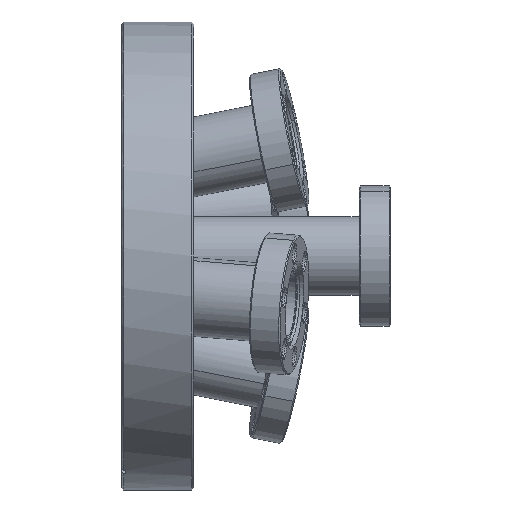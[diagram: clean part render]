
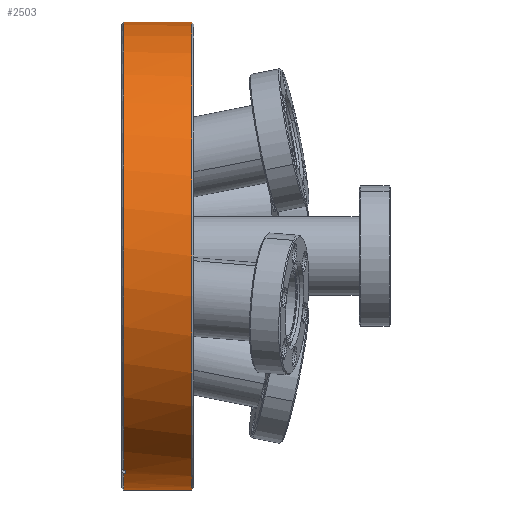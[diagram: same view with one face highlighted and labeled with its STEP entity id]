
A CAD part, left-side view. The second image highlights one B-rep face of the part: STEP entity #2503.
In plain terms, the highlighted cylindrical face has radius 56.75 mm (diameter 113.5 mm), a partial arc.
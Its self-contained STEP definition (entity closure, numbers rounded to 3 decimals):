
#652 = DIRECTION ( 'NONE',  ( 0., 0., -1. ) ) ;
#653 = DIRECTION ( 'NONE',  ( 0., -1., 0. ) ) ;
#654 = AXIS2_PLACEMENT_3D ( 'NONE', #660, #653, #652 ) ;
#656 = CIRCLE ( 'NONE', #654, 56.75 ) ;
#659 = CARTESIAN_POINT ( 'NONE',  ( -20.79, -0.5, -52.805 ) ) ;
#660 = CARTESIAN_POINT ( 'NONE',  ( 0., -0.5, 0. ) ) ;
#745 = CARTESIAN_POINT ( 'NONE',  ( -20.79, -1., -52.805 ) ) ;
#746 = CARTESIAN_POINT ( 'NONE',  ( 0., -0.5, 56.75 ) ) ;
#1479 = CARTESIAN_POINT ( 'NONE',  ( 0., -17., -56.75 ) ) ;
#1533 = CARTESIAN_POINT ( 'NONE',  ( 0., -17., 56.75 ) ) ;
#1586 = VECTOR ( 'NONE', #1612, 1000. ) ;
#1596 = LINE ( 'NONE', #1613, #1586 ) ;
#1602 = CIRCLE ( 'NONE', #1604, 56.75 ) ;
#1603 = CARTESIAN_POINT ( 'NONE',  ( 0., -17., 0. ) ) ;
#1604 = AXIS2_PLACEMENT_3D ( 'NONE', #1603, #1610, #1609 ) ;
#1609 = DIRECTION ( 'NONE',  ( 0., 0., 1. ) ) ;
#1610 = DIRECTION ( 'NONE',  ( 0., 1., 0. ) ) ;
#1612 = DIRECTION ( 'NONE',  ( 0., -1., 0. ) ) ;
#1613 = CARTESIAN_POINT ( 'NONE',  ( -20.79, -24.574, -52.805 ) ) ;
#1628 = AXIS2_PLACEMENT_3D ( 'NONE', #1637, #1639, #1630 ) ;
#1630 = DIRECTION ( 'NONE',  ( 0., 0., -1. ) ) ;
#1631 = CIRCLE ( 'NONE', #1628, 56.75 ) ;
#1636 = CARTESIAN_POINT ( 'NONE',  ( 0., -0.5, 0. ) ) ;
#1637 = CARTESIAN_POINT ( 'NONE',  ( 0., -1., 0. ) ) ;
#1639 = DIRECTION ( 'NONE',  ( 0., -1., 0. ) ) ;
#1642 = CARTESIAN_POINT ( 'NONE',  ( 0., -0.5, -56.75 ) ) ;
#1656 = DIRECTION ( 'NONE',  ( 0., -1., 0. ) ) ;
#1660 = DIRECTION ( 'NONE',  ( 0., -1., 0. ) ) ;
#1661 = VECTOR ( 'NONE', #1660, 1000. ) ;
#1663 = CARTESIAN_POINT ( 'NONE',  ( -22.638, -1., -52.039 ) ) ;
#1665 = DIRECTION ( 'NONE',  ( 0., -1., 0. ) ) ;
#1666 = VECTOR ( 'NONE', #1665, 1000. ) ;
#1667 = CARTESIAN_POINT ( 'NONE',  ( 0., -24.574, -56.75 ) ) ;
#1668 = LINE ( 'NONE', #1667, #1666 ) ;
#1670 = CARTESIAN_POINT ( 'NONE',  ( -22.638, -24.574, -52.039 ) ) ;
#1671 = LINE ( 'NONE', #1670, #1661 ) ;
#1672 = AXIS2_PLACEMENT_3D ( 'NONE', #1636, #1656, #1680 ) ;
#1678 = CIRCLE ( 'NONE', #1672, 56.75 ) ;
#1680 = DIRECTION ( 'NONE',  ( 0., 0., -1. ) ) ;
#1681 = CARTESIAN_POINT ( 'NONE',  ( 0., -24.574, 0. ) ) ;
#1683 = DIRECTION ( 'NONE',  ( 0., 0., -1. ) ) ;
#1684 = DIRECTION ( 'NONE',  ( 0., -1., 0. ) ) ;
#1687 = AXIS2_PLACEMENT_3D ( 'NONE', #1681, #1684, #1683 ) ;
#1688 = CYLINDRICAL_SURFACE ( 'NONE', #1687, 56.75 ) ;
#1689 = FACE_OUTER_BOUND ( 'NONE', #2442, .T. ) ;
#1745 = DIRECTION ( 'NONE',  ( 0., -1., 0. ) ) ;
#1751 = VECTOR ( 'NONE', #1745, 1000. ) ;
#1795 = LINE ( 'NONE', #1803, #1751 ) ;
#1798 = CARTESIAN_POINT ( 'NONE',  ( -22.638, -0.5, -52.039 ) ) ;
#1803 = CARTESIAN_POINT ( 'NONE',  ( 0., -24.574, 56.75 ) ) ;
#2382 = VERTEX_POINT ( 'NONE', #1479 ) ;
#2405 = VERTEX_POINT ( 'NONE', #1533 ) ;
#2439 = EDGE_CURVE ( 'NONE', #3468, #3531, #1596, .T. ) ;
#2442 = EDGE_LOOP ( 'NONE', ( #2476, #2488, #2502, #2497, #2475, #2460, #2459, #2463 ) ) ;
#2443 = EDGE_CURVE ( 'NONE', #2382, #2405, #1602, .T. ) ;
#2453 = VERTEX_POINT ( 'NONE', #1642 ) ;
#2459 = ORIENTED_EDGE ( 'NONE', *, *, #2486, .T. ) ;
#2460 = ORIENTED_EDGE ( 'NONE', *, *, #3467, .T. ) ;
#2463 = ORIENTED_EDGE ( 'NONE', *, *, #2443, .T. ) ;
#2475 = ORIENTED_EDGE ( 'NONE', *, *, #2439, .F. ) ;
#2476 = ORIENTED_EDGE ( 'NONE', *, *, #2534, .F. ) ;
#2477 = EDGE_CURVE ( 'NONE', #2498, #3531, #1631, .T. ) ;
#2486 = EDGE_CURVE ( 'NONE', #2453, #2382, #1668, .T. ) ;
#2488 = ORIENTED_EDGE ( 'NONE', *, *, #2511, .T. ) ;
#2495 = EDGE_CURVE ( 'NONE', #2547, #2498, #1671, .T. ) ;
#2497 = ORIENTED_EDGE ( 'NONE', *, *, #2477, .T. ) ;
#2498 = VERTEX_POINT ( 'NONE', #1663 ) ;
#2502 = ORIENTED_EDGE ( 'NONE', *, *, #2495, .T. ) ;
#2503 = ADVANCED_FACE ( 'NONE', ( #1689 ), #1688, .T. ) ;
#2511 = EDGE_CURVE ( 'NONE', #3529, #2547, #1678, .T. ) ;
#2534 = EDGE_CURVE ( 'NONE', #3529, #2405, #1795, .T. ) ;
#2547 = VERTEX_POINT ( 'NONE', #1798 ) ;
#3467 = EDGE_CURVE ( 'NONE', #3468, #2453, #656, .T. ) ;
#3468 = VERTEX_POINT ( 'NONE', #659 ) ;
#3529 = VERTEX_POINT ( 'NONE', #746 ) ;
#3531 = VERTEX_POINT ( 'NONE', #745 ) ;
